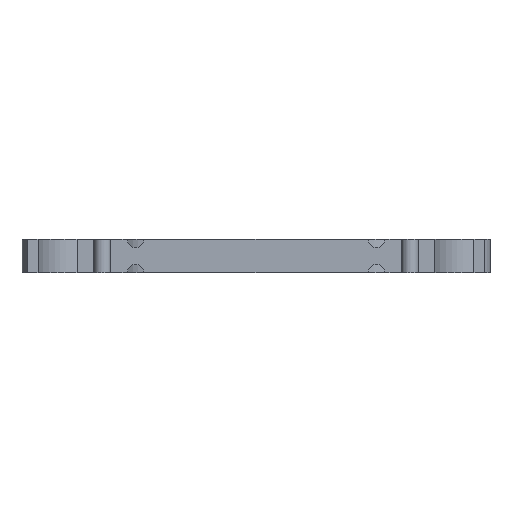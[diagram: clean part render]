
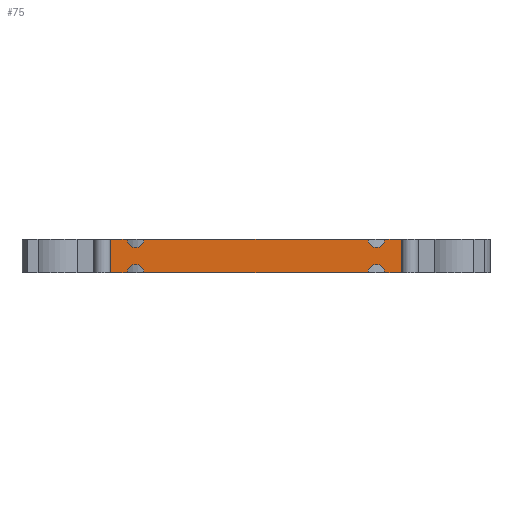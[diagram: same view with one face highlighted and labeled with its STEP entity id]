
A CAD part, left-side view. The second image highlights one B-rep face of the part: STEP entity #75.
In plain terms, the highlighted planar face has unit normal (-1, 0, 0).
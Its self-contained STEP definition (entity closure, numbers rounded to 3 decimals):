
#75=ADVANCED_FACE('',(#213),#2483,.T.);
#213=FACE_OUTER_BOUND('',#351,.T.);
#351=EDGE_LOOP('',(#748,#749,#750,#751,#752,#753,#754,#755,#756,#757,#758,
#759));
#748=ORIENTED_EDGE('',*,*,#1352,.F.);
#749=ORIENTED_EDGE('',*,*,#1277,.F.);
#750=ORIENTED_EDGE('',*,*,#1355,.F.);
#751=ORIENTED_EDGE('',*,*,#1234,.T.);
#752=ORIENTED_EDGE('',*,*,#1223,.F.);
#753=ORIENTED_EDGE('',*,*,#1229,.T.);
#754=ORIENTED_EDGE('',*,*,#1358,.F.);
#755=ORIENTED_EDGE('',*,*,#1308,.F.);
#756=ORIENTED_EDGE('',*,*,#1357,.F.);
#757=ORIENTED_EDGE('',*,*,#1225,.T.);
#758=ORIENTED_EDGE('',*,*,#1217,.F.);
#759=ORIENTED_EDGE('',*,*,#1232,.T.);
#1217=EDGE_CURVE('',#2127,#2128,#1874,.T.);
#1223=EDGE_CURVE('',#2133,#2130,#1880,.T.);
#1225=EDGE_CURVE('',#2135,#2128,#1614,.T.);
#1229=EDGE_CURVE('',#2133,#2137,#1616,.T.);
#1232=EDGE_CURVE('',#2127,#2139,#1618,.T.);
#1234=EDGE_CURVE('',#2141,#2130,#1620,.T.);
#1277=EDGE_CURVE('',#2173,#2170,#1905,.T.);
#1308=EDGE_CURVE('',#2198,#2199,#1934,.T.);
#1352=EDGE_CURVE('',#2170,#2139,#1976,.T.);
#1355=EDGE_CURVE('',#2141,#2173,#1979,.T.);
#1357=EDGE_CURVE('',#2135,#2198,#1981,.T.);
#1358=EDGE_CURVE('',#2199,#2137,#1982,.T.);
#1614=TRIMMED_CURVE($,#1744,(#3466),(#3467),.T.,.CARTESIAN.);
#1616=TRIMMED_CURVE($,#1746,(#3476),(#3477),.T.,.CARTESIAN.);
#1618=TRIMMED_CURVE($,#1748,(#3484),(#3485),.T.,.CARTESIAN.);
#1620=TRIMMED_CURVE($,#1750,(#3490),(#3491),.T.,.CARTESIAN.);
#1744=CIRCLE('',#2667,0.5);
#1746=CIRCLE('',#2669,0.5);
#1748=CIRCLE('',#2671,0.5);
#1750=CIRCLE('',#2673,0.5);
#1874=B_SPLINE_CURVE_WITH_KNOTS('',1,(#3448,#3449),.UNSPECIFIED.,.F.,.F.,
(2,2),(0.,13.46),.UNSPECIFIED.);
#1880=B_SPLINE_CURVE_WITH_KNOTS('',1,(#3460,#3461),.UNSPECIFIED.,.F.,.F.,
(2,2),(0.,13.46),.UNSPECIFIED.);
#1905=B_SPLINE_CURVE_WITH_KNOTS('',1,(#3590,#3591),.UNSPECIFIED.,.F.,.F.,
(2,2),(0.,2.),.UNSPECIFIED.);
#1934=B_SPLINE_CURVE_WITH_KNOTS('',1,(#3654,#3655),.UNSPECIFIED.,.F.,.F.,
(2,2),(0.,2.),.UNSPECIFIED.);
#1976=B_SPLINE_CURVE_WITH_KNOTS('',1,(#3744,#3745),.UNSPECIFIED.,.F.,.F.,
(2,2),(0.,1.),.UNSPECIFIED.);
#1979=B_SPLINE_CURVE_WITH_KNOTS('',1,(#3750,#3751),.UNSPECIFIED.,.F.,.F.,
(2,2),(0.,1.),.UNSPECIFIED.);
#1981=B_SPLINE_CURVE_WITH_KNOTS('',1,(#3754,#3755),.UNSPECIFIED.,.F.,.F.,
(2,2),(0.,1.),.UNSPECIFIED.);
#1982=B_SPLINE_CURVE_WITH_KNOTS('',1,(#3756,#3757),.UNSPECIFIED.,.F.,.F.,
(2,2),(0.,1.),.UNSPECIFIED.);
#2127=VERTEX_POINT('',#3339);
#2128=VERTEX_POINT('',#3340);
#2130=VERTEX_POINT('',#3342);
#2133=VERTEX_POINT('',#3345);
#2135=VERTEX_POINT('',#3347);
#2137=VERTEX_POINT('',#3349);
#2139=VERTEX_POINT('',#3351);
#2141=VERTEX_POINT('',#3353);
#2170=VERTEX_POINT('',#3382);
#2173=VERTEX_POINT('',#3385);
#2198=VERTEX_POINT('',#3410);
#2199=VERTEX_POINT('',#3411);
#2483=PLANE('',#2665);
#2665=AXIS2_PLACEMENT_3D('',#3337,#2936,$);
#2667=AXIS2_PLACEMENT_3D($,#3465,#2939,#2940);
#2669=AXIS2_PLACEMENT_3D($,#3475,#2943,#2944);
#2671=AXIS2_PLACEMENT_3D($,#3483,#2947,#2948);
#2673=AXIS2_PLACEMENT_3D($,#3489,#2951,#2952);
#2936=DIRECTION('',(-1.,0.,0.));
#2939=DIRECTION('',(1.,0.,0.));
#2940=DIRECTION('',(0.,1.,0.));
#2943=DIRECTION('',(1.,0.,0.));
#2944=DIRECTION('',(0.,-1.,0.));
#2947=DIRECTION('',(1.,0.,0.));
#2948=DIRECTION('',(0.,1.,0.));
#2951=DIRECTION('',(1.,0.,0.));
#2952=DIRECTION('',(0.,-1.,0.));
#3337=CARTESIAN_POINT('',(-4.985,10.488,-0.212));
#3339=CARTESIAN_POINT('',(-4.985,-6.73,0.));
#3340=CARTESIAN_POINT('',(-4.985,6.73,0.));
#3342=CARTESIAN_POINT('',(-4.985,-6.73,2.));
#3345=CARTESIAN_POINT('',(-4.985,6.73,2.));
#3347=CARTESIAN_POINT('',(-4.985,7.73,0.));
#3349=CARTESIAN_POINT('',(-4.985,7.73,2.));
#3351=CARTESIAN_POINT('',(-4.985,-7.73,0.));
#3353=CARTESIAN_POINT('',(-4.985,-7.73,2.));
#3382=CARTESIAN_POINT('',(-4.985,-8.73,0.));
#3385=CARTESIAN_POINT('',(-4.985,-8.73,2.));
#3410=CARTESIAN_POINT('',(-4.985,8.73,0.));
#3411=CARTESIAN_POINT('',(-4.985,8.73,2.));
#3448=CARTESIAN_POINT('',(-4.985,-6.73,0.));
#3449=CARTESIAN_POINT('',(-4.985,6.73,0.));
#3460=CARTESIAN_POINT('',(-4.985,6.73,2.));
#3461=CARTESIAN_POINT('',(-4.985,-6.73,2.));
#3465=CARTESIAN_POINT('',(-4.985,7.23,0.));
#3466=CARTESIAN_POINT('',(-4.985,7.73,0.));
#3467=CARTESIAN_POINT('',(-4.985,6.73,0.));
#3475=CARTESIAN_POINT('',(-4.985,7.23,2.));
#3476=CARTESIAN_POINT('',(-4.985,6.73,2.));
#3477=CARTESIAN_POINT('',(-4.985,7.73,2.));
#3483=CARTESIAN_POINT('',(-4.985,-7.23,0.));
#3484=CARTESIAN_POINT('',(-4.985,-6.73,0.));
#3485=CARTESIAN_POINT('',(-4.985,-7.73,0.));
#3489=CARTESIAN_POINT('',(-4.985,-7.23,2.));
#3490=CARTESIAN_POINT('',(-4.985,-7.73,2.));
#3491=CARTESIAN_POINT('',(-4.985,-6.73,2.));
#3590=CARTESIAN_POINT('',(-4.985,-8.73,2.));
#3591=CARTESIAN_POINT('',(-4.985,-8.73,0.));
#3654=CARTESIAN_POINT('',(-4.985,8.73,0.));
#3655=CARTESIAN_POINT('',(-4.985,8.73,2.));
#3744=CARTESIAN_POINT('',(-4.985,-8.73,0.));
#3745=CARTESIAN_POINT('',(-4.985,-7.73,0.));
#3750=CARTESIAN_POINT('',(-4.985,-7.73,2.));
#3751=CARTESIAN_POINT('',(-4.985,-8.73,2.));
#3754=CARTESIAN_POINT('',(-4.985,7.73,0.));
#3755=CARTESIAN_POINT('',(-4.985,8.73,0.));
#3756=CARTESIAN_POINT('',(-4.985,8.73,2.));
#3757=CARTESIAN_POINT('',(-4.985,7.73,2.));
